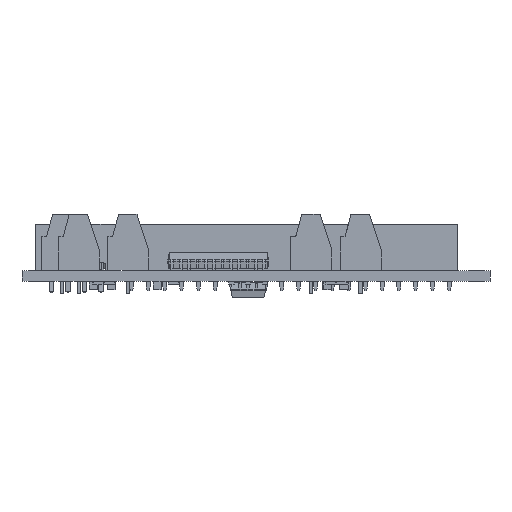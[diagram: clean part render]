
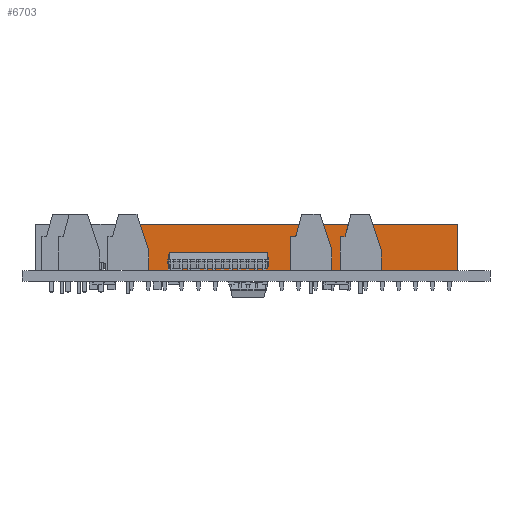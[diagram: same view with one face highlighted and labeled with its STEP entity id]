
A CAD part, left-side view. The second image highlights one B-rep face of the part: STEP entity #6703.
In plain terms, the highlighted planar face has unit normal (-1, 0, 0).
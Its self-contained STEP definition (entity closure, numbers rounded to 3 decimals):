
#4480 = VERTEX_POINT('',#4481);
#4481 = CARTESIAN_POINT('',(-1.27,-49.53,0.));
#4489 = EDGE_CURVE('',#4480,#4490,#4492,.T.);
#4490 = VERTEX_POINT('',#4491);
#4491 = CARTESIAN_POINT('',(-1.27,-49.53,7.));
#4492 = LINE('',#4493,#4494);
#4493 = CARTESIAN_POINT('',(-1.27,-49.53,0.));
#4494 = VECTOR('',#4495,1.);
#4495 = DIRECTION('',(0.,0.,1.));
#4552 = VERTEX_POINT('',#4553);
#4553 = CARTESIAN_POINT('',(-1.27,1.27,7.));
#4559 = EDGE_CURVE('',#4560,#4552,#4562,.T.);
#4560 = VERTEX_POINT('',#4561);
#4561 = CARTESIAN_POINT('',(-1.27,1.27,0.));
#4562 = LINE('',#4563,#4564);
#4563 = CARTESIAN_POINT('',(-1.27,1.27,0.));
#4564 = VECTOR('',#4565,1.);
#4565 = DIRECTION('',(0.,0.,1.));
#4624 = EDGE_CURVE('',#4552,#4490,#4625,.T.);
#4625 = LINE('',#4626,#4627);
#4626 = CARTESIAN_POINT('',(-1.27,1.27,7.));
#4627 = VECTOR('',#4628,1.);
#4628 = DIRECTION('',(0.,-1.,0.));
#5326 = EDGE_CURVE('',#4560,#4480,#5327,.T.);
#5327 = LINE('',#5328,#5329);
#5328 = CARTESIAN_POINT('',(-1.27,1.27,0.));
#5329 = VECTOR('',#5330,1.);
#5330 = DIRECTION('',(0.,-1.,0.));
#6703 = ADVANCED_FACE('',(#6704),#6710,.F.);
#6704 = FACE_BOUND('',#6705,.F.);
#6705 = EDGE_LOOP('',(#6706,#6707,#6708,#6709));
#6706 = ORIENTED_EDGE('',*,*,#4559,.T.);
#6707 = ORIENTED_EDGE('',*,*,#4624,.T.);
#6708 = ORIENTED_EDGE('',*,*,#4489,.F.);
#6709 = ORIENTED_EDGE('',*,*,#5326,.F.);
#6710 = PLANE('',#6711);
#6711 = AXIS2_PLACEMENT_3D('',#6712,#6713,#6714);
#6712 = CARTESIAN_POINT('',(-1.27,1.27,0.));
#6713 = DIRECTION('',(1.,0.,0.));
#6714 = DIRECTION('',(0.,-1.,0.));
